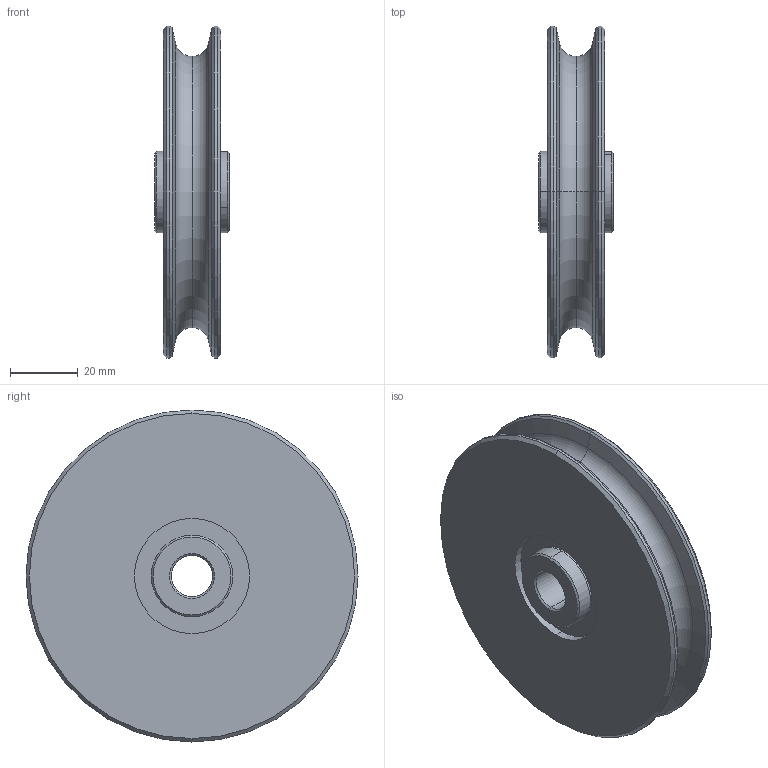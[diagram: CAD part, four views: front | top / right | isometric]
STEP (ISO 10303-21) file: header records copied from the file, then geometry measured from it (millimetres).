
FILE_DESCRIPTION (( 'STEP AP214' ), '1' );
FILE_NAME ('0027459_055-100_(A-01).step', '2018-12-17T09:34:50', ( '' ), ( '' ), 'SwSTEP 2.0', 'SolidWorks 2018', '' );
FILE_SCHEMA (( 'AUTOMOTIVE_DESIGN' ));
Length unit declared in the file: millimetre
Products named in the file (1): 0027459_055-100_(A-01)
Bounding box: 22 x 98 x 98 mm (x, y, z)
Volume: 95550.6 mm3; surface area: 32642.1 mm2
Topology: 4 solids, 5 shells, 82 faces, 164 edges, 98 vertices
Faces by surface type: cylinder 34, cone 20, plane 16, torus 12
Entity records: 3127 total; most frequent: DIRECTION 440, CARTESIAN_POINT 345, ORIENTED_EDGE 328, AXIS2_PLACEMENT_3D 193, EDGE_CURVE 164, CIRCLE 110, EDGE_LOOP 98, VERTEX_POINT 98
